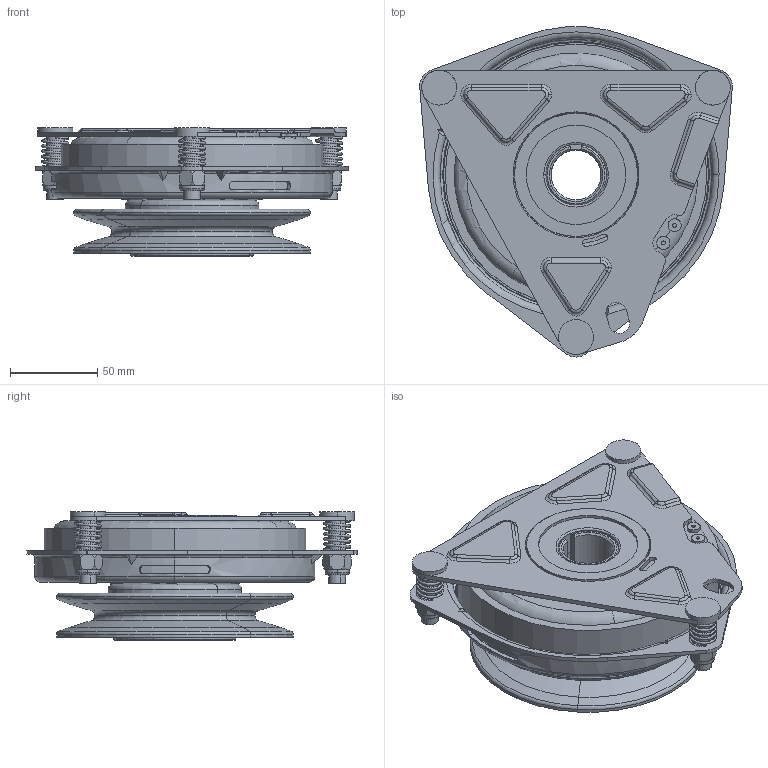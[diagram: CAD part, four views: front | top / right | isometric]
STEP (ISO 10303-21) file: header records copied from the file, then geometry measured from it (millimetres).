
FILE_DESCRIPTION (( 'STEP AP203' ), '1' );
FILE_NAME ('52552100_MGCL&BR.STEP', '2016-08-04T08:40:47', ( '' ), ( '' ), 'SwSTEP 2.0', 'SolidWorks 2014', '' );
FILE_SCHEMA (( 'CONFIG_CONTROL_DESIGN' ));
Length unit declared in the file: millimetre
Products named in the file (1): 52552100_MGCL&BR
Bounding box: 179.23 x 189.2 x 73.5 mm (x, y, z)
Volume: 782293 mm3; surface area: 198185.3 mm2
Topology: 1 solids, 14 shells, 781 faces, 1962 edges, 1252 vertices
Faces by surface type: plane 312, cylinder 277, torus 105, cone 72, bspline 15
Entity records: 31624 total; most frequent: CARTESIAN_POINT 12268, DIRECTION 4266, ORIENTED_EDGE 3924, EDGE_CURVE 1962, AXIS2_PLACEMENT_3D 1688, VERTEX_POINT 1252, CIRCLE 921, EDGE_LOOP 894
